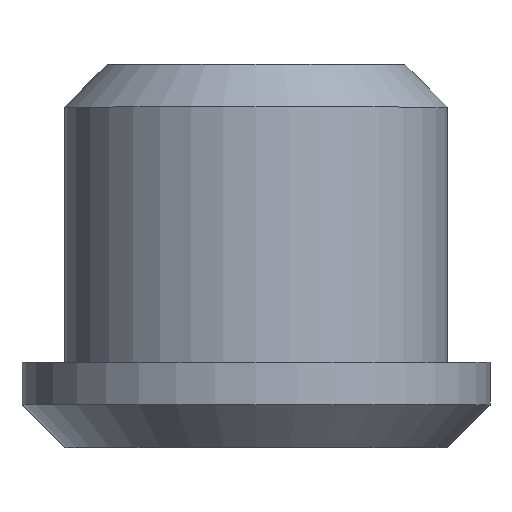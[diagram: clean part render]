
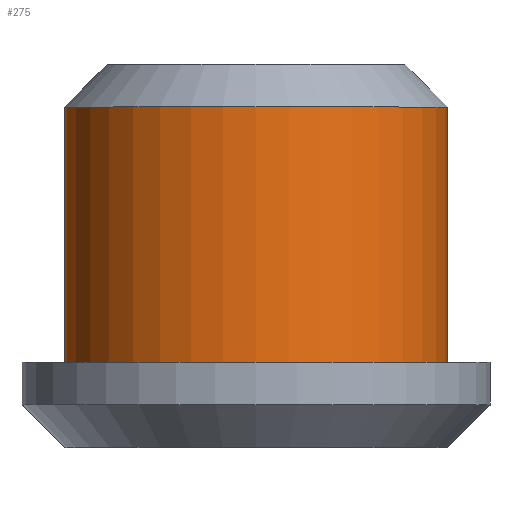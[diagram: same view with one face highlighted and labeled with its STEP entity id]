
A CAD part, top view. The second image highlights one B-rep face of the part: STEP entity #275.
In plain terms, the highlighted cylindrical face has radius 4.5 mm (diameter 9 mm), a partial arc.
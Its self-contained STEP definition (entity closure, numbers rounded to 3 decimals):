
#65 = VERTEX_POINT('',#66);
#66 = CARTESIAN_POINT('',(4.5,-1.,0.));
#72 = EDGE_CURVE('',#65,#73,#75,.T.);
#73 = VERTEX_POINT('',#74);
#74 = CARTESIAN_POINT('',(4.5,-7.,0.));
#75 = LINE('',#76,#77);
#76 = CARTESIAN_POINT('',(4.5,0.,0.));
#77 = VECTOR('',#78,1.);
#78 = DIRECTION('',(0.,-1.,0.));
#129 = VERTEX_POINT('',#130);
#130 = CARTESIAN_POINT('',(-4.5,-1.,0.));
#136 = EDGE_CURVE('',#65,#129,#137,.T.);
#137 = CIRCLE('',#138,4.5);
#138 = AXIS2_PLACEMENT_3D('',#139,#140,#141);
#139 = CARTESIAN_POINT('',(0.,-1.,0.));
#140 = DIRECTION('',(0.,-1.,0.));
#141 = DIRECTION('',(1.,-0.,-0.));
#257 = VERTEX_POINT('',#258);
#258 = CARTESIAN_POINT('',(-4.5,-7.,0.));
#264 = EDGE_CURVE('',#129,#257,#265,.T.);
#265 = LINE('',#266,#267);
#266 = CARTESIAN_POINT('',(-4.5,0.,0.));
#267 = VECTOR('',#268,1.);
#268 = DIRECTION('',(0.,-1.,0.));
#275 = ADVANCED_FACE('',(#276),#288,.T.);
#276 = FACE_BOUND('',#277,.F.);
#277 = EDGE_LOOP('',(#278,#279,#280,#281));
#278 = ORIENTED_EDGE('',*,*,#264,.F.);
#279 = ORIENTED_EDGE('',*,*,#136,.F.);
#280 = ORIENTED_EDGE('',*,*,#72,.T.);
#281 = ORIENTED_EDGE('',*,*,#282,.F.);
#282 = EDGE_CURVE('',#257,#73,#283,.T.);
#283 = CIRCLE('',#284,4.5);
#284 = AXIS2_PLACEMENT_3D('',#285,#286,#287);
#285 = CARTESIAN_POINT('',(0.,-7.,0.));
#286 = DIRECTION('',(0.,1.,0.));
#287 = DIRECTION('',(1.,0.,0.));
#288 = CYLINDRICAL_SURFACE('',#289,4.5);
#289 = AXIS2_PLACEMENT_3D('',#290,#291,#292);
#290 = CARTESIAN_POINT('',(0.,0.,0.));
#291 = DIRECTION('',(0.,1.,0.));
#292 = DIRECTION('',(1.,0.,0.));
